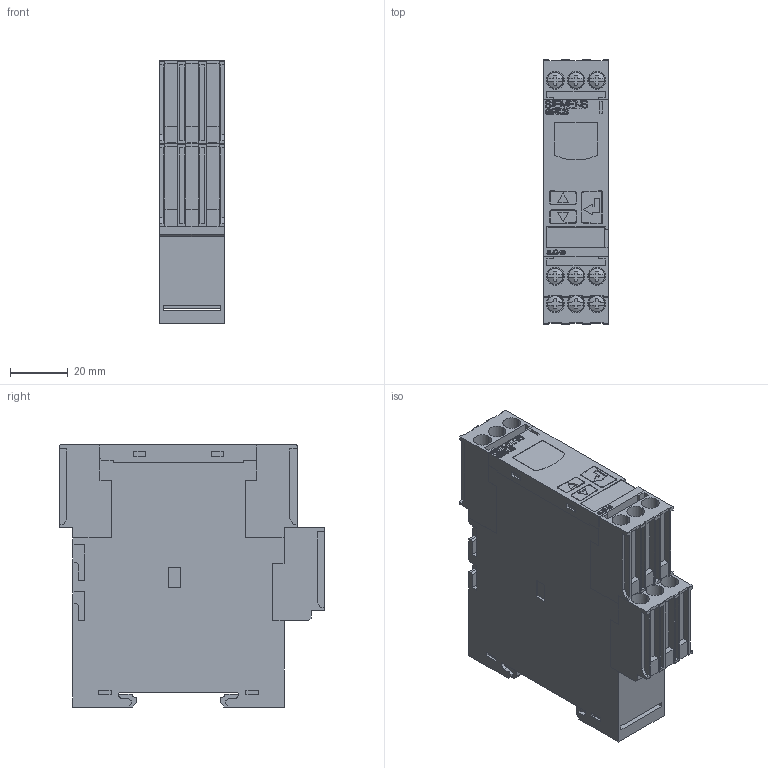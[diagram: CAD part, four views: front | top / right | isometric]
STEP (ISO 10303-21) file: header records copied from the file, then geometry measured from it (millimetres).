
FILE_DESCRIPTION(/* description */ (''),/* implementation_level */ '2;1');
FILE_NAME(/* name */ '3UG4_G_NSA0_XX_03530_S-AA_G_NSA0_XX_03530V_NX_RESULT.stp',/* time_stamp */ '2023-11-24T08:28:53+01:00',/* author */ (''),/* organization */ (''),/* preprocessor_version */ 'ST-DEVELOPER v18.102',/* originating_system */ 'SIEMENS PLM Software NX 2023',/* authorisation */ '');
FILE_SCHEMA (('AUTOMOTIVE_DESIGN { 1 0 10303 214 3 1 1 1 }'));
Length unit declared in the file: millimetre
Products named in the file (1): 3UG4_G_NSA0_XX_03530_S-AA_G_NSA0_XX_03530V_stp
Bounding box: 22.5 x 91.9 x 91 mm (x, y, z)
Volume: 152808.3 mm3; surface area: 34019.3 mm2
Topology: 2 solids, 2 shells, 1070 faces, 2965 edges, 1971 vertices
Faces by surface type: plane 684, cylinder 322, bspline 35, extrusion 29
Entity records: 46583 total; most frequent: CARTESIAN_POINT 12580, ORIENTED_EDGE 5930, DIRECTION 4800, EDGE_CURVE 2965, VECTOR 2068, LINE 2039, VERTEX_POINT 1971, AXIS2_PLACEMENT_3D 1366
